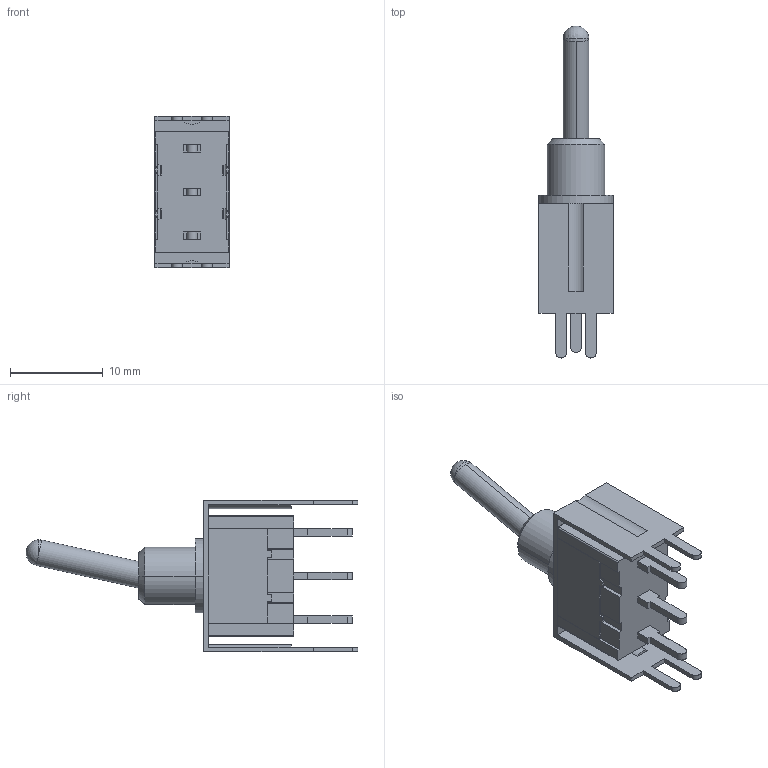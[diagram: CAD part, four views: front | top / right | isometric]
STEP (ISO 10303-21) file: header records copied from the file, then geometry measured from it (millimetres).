
FILE_DESCRIPTION( ( '' ), '1' );
FILE_NAME( 'm2012sa2w13_2_14b.stp', '2008-08-08T01:22:56', ( '' ), ( '' ), ' ', ' ', ' ' );
FILE_SCHEMA( ( 'automotive_design' ) );
Length unit declared in the file: inch
Products named in the file (5): 1; 2; 3; 4; 5
Bounding box: 8 x 35.73 x 16.31 mm (x, y, z)
Volume: 1337.3 mm3; surface area: 2631.5 mm2
Topology: 5 solids, 5 shells, 193 faces, 529 edges, 348 vertices
Faces by surface type: plane 141, cylinder 48, cone 2, sphere 2
Entity records: 12086 total; most frequent: CARTESIAN_POINT 1077, STYLED_ITEM 1071, PRESENTATION_STYLE_ASSIGNMENT 1071, COLOUR_RGB 1071, ORIENTED_EDGE 1050, DIRECTION 1019, EDGE_CURVE 525, CURVE_STYLE 525
